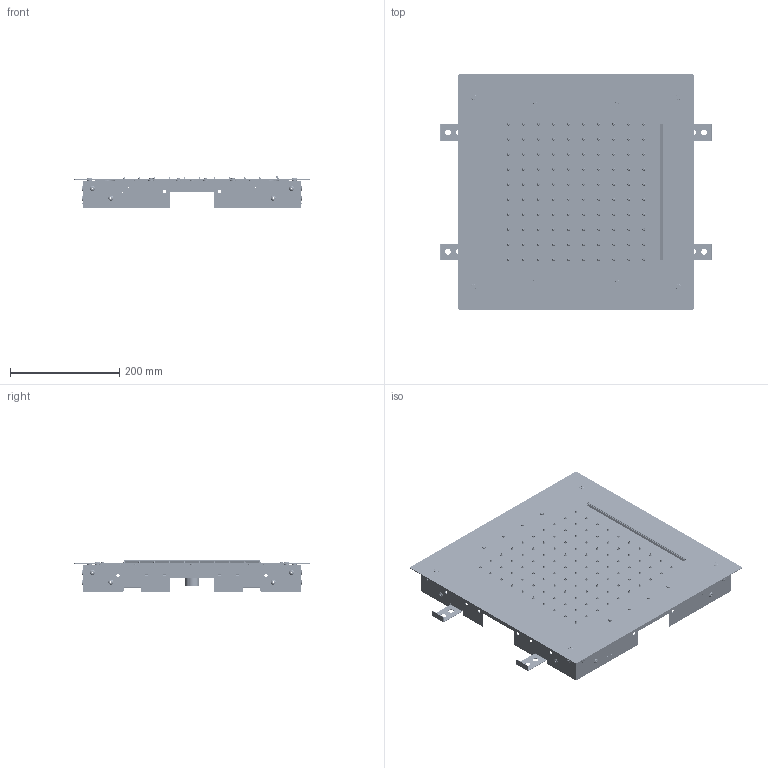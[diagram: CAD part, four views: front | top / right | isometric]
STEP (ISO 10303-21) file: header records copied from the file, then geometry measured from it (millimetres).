
FILE_DESCRIPTION(('STEP AP214'),'1');
FILE_NAME('Art.64122.stp','2022-09-05T11:38:06',(' '),(' '),'Spatial InterOp 3D',' ',' ');
FILE_SCHEMA(('AUTOMOTIVE_DESIGN { 1 0 10303 214 1 1 1 1 }'));
Length unit declared in the file: millimetre
Products named in the file (1): Art.64122
Bounding box: 498 x 430 x 58.29 mm (x, y, z)
Volume: 769907.4 mm3; surface area: 962309.7 mm2
Topology: 1 solids, 1 shells, 3528 faces, 8416 edges, 5326 vertices
Faces by surface type: plane 1147, cylinder 1111, torus 1003, cone 141, sphere 88, bspline 36, revolution 2
Full cylindrical faces by diameter (mm): 1.5 x100, 1.7 x100, 2.6 x16, 4 x20, 4.2 x4, 4.4 x8, 4.6 x12, 4.8 x16, 5 x114, 5.2 x24, 6 x24, 6.2 x12, 6.6 x8, 6.9 x8, 7 x4, 8.2 x8, 9.8 x8, 10 x104, 10.2 x8, 10.5 x8, 12 x6, 14 x2, 16.4 x2, 18.631 x2, 22.9 x1, 23.1 x1, 25.9 x1, 28 x1, 28.2 x1, 30 x1
Entity records: 116563 total; most frequent: DIRECTION 16248, CARTESIAN_POINT 15522, ORIENTED_EDGE 11716, AXIS2_PLACEMENT_3D 7021, EDGE_LOOP 6146, EDGE_CURVE 5858, FACE_OUTER_BOUND 5151, VERTEX_POINT 4564
